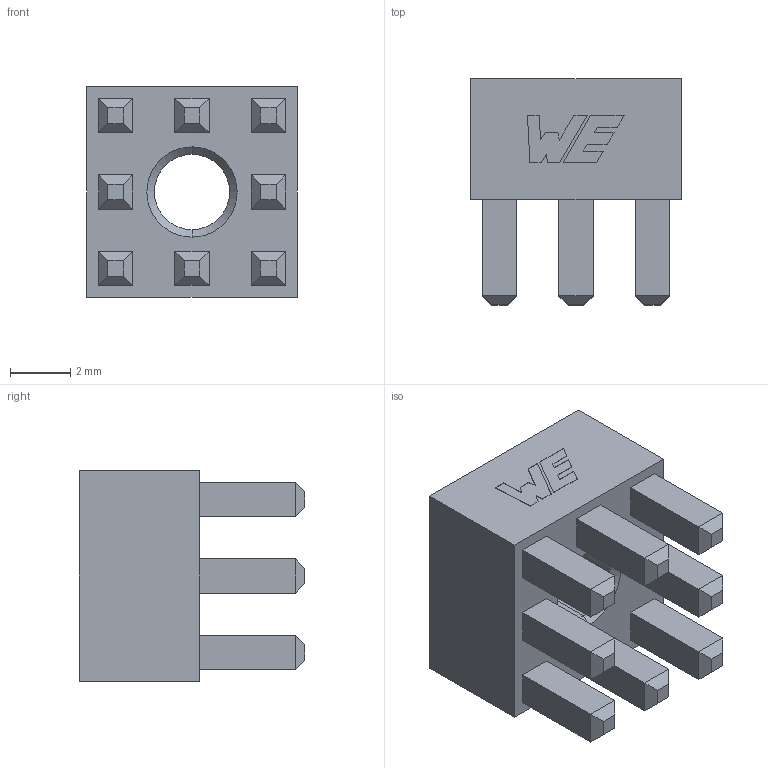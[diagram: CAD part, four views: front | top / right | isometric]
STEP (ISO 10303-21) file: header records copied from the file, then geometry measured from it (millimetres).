
FILE_DESCRIPTION (( 'STEP AP203' ), '1' );
FILE_NAME ('LF991103-A01.STEP', '2021-09-10T08:05:07', ( '' ), ( '' ), 'SwSTEP 2.0', 'SolidWorks 2018', '' );
FILE_SCHEMA (( 'CONFIG_CONTROL_DESIGN' ));
Length unit declared in the file: millimetre
Products named in the file (1): LF991103-A01
Bounding box: 7 x 7.5 x 7 mm (x, y, z)
Volume: 210.2 mm3; surface area: 348.6 mm2
Topology: 1 solids, 1 shells, 111 faces, 261 edges, 162 vertices
Faces by surface type: plane 105, cone 4, cylinder 2
Entity records: 3156 total; most frequent: CARTESIAN_POINT 535, ORIENTED_EDGE 522, DIRECTION 493, EDGE_CURVE 261, LINE 253, VECTOR 253, VERTEX_POINT 162, EDGE_LOOP 123
